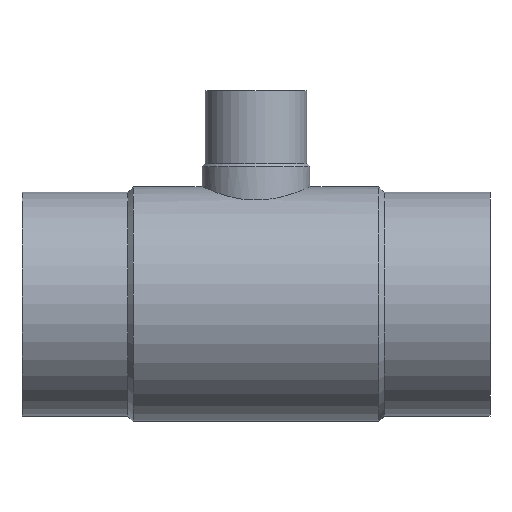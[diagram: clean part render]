
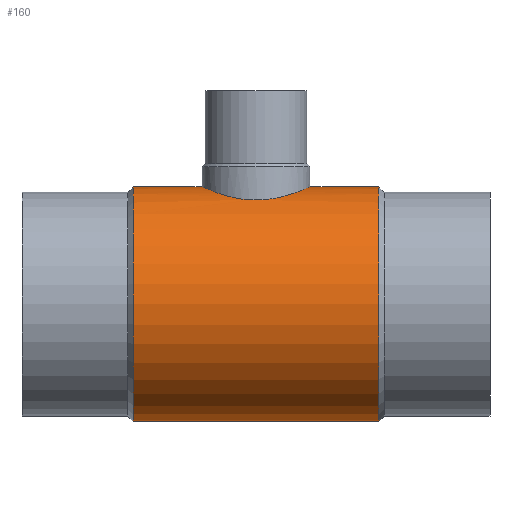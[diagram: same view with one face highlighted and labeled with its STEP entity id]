
A CAD part, front view. The second image highlights one B-rep face of the part: STEP entity #160.
In plain terms, the highlighted cylindrical face has radius 57.65 mm (diameter 115.3 mm), a full revolution.
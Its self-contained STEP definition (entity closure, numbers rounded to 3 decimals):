
#27=B_SPLINE_CURVE_WITH_KNOTS('',3,(#319,#320,#321,#322,#323,#324,#325,
#326,#327,#328,#329,#330,#331,#332,#333,#334,#335,#336,#337,#338,#339,#340,
#341,#342,#343,#344,#345,#346,#347,#348,#349,#350,#351,#352,#353,#354,#355,
#356,#357,#358,#359,#360,#361,#362,#363,#364,#365),.UNSPECIFIED.,.T.,.F.,
(1,1,1,1,1,1,1,1,1,1,1,1,1,1,1,1,1,1,1,1,1,1,1,1,1,1,1,1,1,1,1,1,1,1,1,
1,1,1,1,1,1,1,1,1,1,1,1,1,1,1,1),(-0.013,-0.01,
-0.005,0.,0.005,0.01,0.016,
0.021,0.024,0.026,0.031,
0.034,0.037,0.042,0.047,
0.05,0.052,0.058,0.063,
0.068,0.071,0.073,0.076,
0.079,0.081,0.084,0.089,
0.094,0.097,0.1,0.102,
0.105,0.11,0.115,0.121,
0.123,0.126,0.129,0.131,
0.136,0.142,0.147,0.15,
0.152,0.155,0.157,0.163,
0.168,0.173,0.178,0.184),
 .UNSPECIFIED.);
#31=ORIENTED_EDGE('',*,*,#59,.F.);
#32=ORIENTED_EDGE('',*,*,#60,.F.);
#33=ORIENTED_EDGE('',*,*,#61,.T.);
#59=EDGE_CURVE('',#73,#73,#86,.T.);
#60=EDGE_CURVE('',#74,#74,#27,.T.);
#61=EDGE_CURVE('',#75,#75,#87,.T.);
#73=VERTEX_POINT('',#318);
#74=VERTEX_POINT('',#366);
#75=VERTEX_POINT('',#368);
#86=CIRCLE('',#189,57.65);
#87=CIRCLE('',#190,57.65);
#99=EDGE_LOOP('',(#31));
#100=EDGE_LOOP('',(#32));
#101=EDGE_LOOP('',(#33));
#127=FACE_BOUND('',#99,.T.);
#128=FACE_BOUND('',#100,.T.);
#129=FACE_BOUND('',#101,.T.);
#153=CYLINDRICAL_SURFACE('',#188,57.65);
#160=ADVANCED_FACE('',(#127,#128,#129),#153,.T.);
#188=AXIS2_PLACEMENT_3D('',#316,#218,#219);
#189=AXIS2_PLACEMENT_3D('',#317,#220,#221);
#190=AXIS2_PLACEMENT_3D('',#367,#222,#223);
#218=DIRECTION('',(1.,0.,0.));
#219=DIRECTION('',(0.,0.,-1.));
#220=DIRECTION('',(1.,0.,0.));
#221=DIRECTION('',(0.,0.,-1.));
#222=DIRECTION('',(1.,0.,0.));
#223=DIRECTION('',(0.,0.,-1.));
#316=CARTESIAN_POINT('',(0.,0.,0.));
#317=CARTESIAN_POINT('',(-54.65,0.,0.));
#318=CARTESIAN_POINT('',(-54.65,0.,-57.65));
#319=CARTESIAN_POINT('',(-141.136,5.336,57.481));
#320=CARTESIAN_POINT('',(-141.679,-0.019,57.733));
#321=CARTESIAN_POINT('',(-141.15,-5.259,57.488));
#322=CARTESIAN_POINT('',(-139.594,-10.321,56.79));
#323=CARTESIAN_POINT('',(-137.137,-14.87,55.758));
#324=CARTESIAN_POINT('',(-134.386,-18.208,54.725));
#325=CARTESIAN_POINT('',(-131.87,-20.491,53.895));
#326=CARTESIAN_POINT('',(-129.096,-22.556,53.073));
#327=CARTESIAN_POINT('',(-126.078,-24.18,52.342));
#328=CARTESIAN_POINT('',(-122.824,-25.364,51.773));
#329=CARTESIAN_POINT('',(-119.4,-26.235,51.337));
#330=CARTESIAN_POINT('',(-115.071,-26.675,51.106));
#331=CARTESIAN_POINT('',(-110.624,-26.239,51.335));
#332=CARTESIAN_POINT('',(-107.258,-25.389,51.761));
#333=CARTESIAN_POINT('',(-103.955,-24.199,52.334));
#334=CARTESIAN_POINT('',(-100.171,-22.164,53.25));
#335=CARTESIAN_POINT('',(-96.159,-18.869,54.519));
#336=CARTESIAN_POINT('',(-93.448,-15.588,55.538));
#337=CARTESIAN_POINT('',(-91.644,-12.61,56.27));
#338=CARTESIAN_POINT('',(-90.531,-10.281,56.743));
#339=CARTESIAN_POINT('',(-89.643,-7.847,57.132));
#340=CARTESIAN_POINT('',(-88.987,-5.287,57.427));
#341=CARTESIAN_POINT('',(-88.592,-2.672,57.608));
#342=CARTESIAN_POINT('',(-88.41,0.813,57.691));
#343=CARTESIAN_POINT('',(-88.848,5.255,57.489));
#344=CARTESIAN_POINT('',(-90.121,9.415,56.917));
#345=CARTESIAN_POINT('',(-91.626,12.577,56.278));
#346=CARTESIAN_POINT('',(-92.956,14.782,55.737));
#347=CARTESIAN_POINT('',(-94.488,16.845,55.147));
#348=CARTESIAN_POINT('',(-96.812,19.406,54.313));
#349=CARTESIAN_POINT('',(-100.089,22.109,53.272));
#350=CARTESIAN_POINT('',(-104.698,24.599,52.154));
#351=CARTESIAN_POINT('',(-108.815,25.873,51.52));
#352=CARTESIAN_POINT('',(-112.331,26.41,51.245));
#353=CARTESIAN_POINT('',(-114.958,26.543,51.176));
#354=CARTESIAN_POINT('',(-117.577,26.419,51.241));
#355=CARTESIAN_POINT('',(-121.088,25.897,51.508));
#356=CARTESIAN_POINT('',(-125.252,24.621,52.143));
#357=CARTESIAN_POINT('',(-129.856,22.147,53.257));
#358=CARTESIAN_POINT('',(-133.164,19.429,54.305));
#359=CARTESIAN_POINT('',(-135.482,16.88,55.136));
#360=CARTESIAN_POINT('',(-137.012,14.829,55.725));
#361=CARTESIAN_POINT('',(-138.347,12.627,56.267));
#362=CARTESIAN_POINT('',(-139.86,9.463,56.909));
#363=CARTESIAN_POINT('',(-141.136,5.336,57.481));
#364=CARTESIAN_POINT('',(-141.679,-0.019,57.733));
#365=CARTESIAN_POINT('',(-141.15,-5.259,57.488));
#366=CARTESIAN_POINT('',(-141.5,0.,57.65));
#367=CARTESIAN_POINT('',(-175.35,0.,0.));
#368=CARTESIAN_POINT('',(-175.35,0.,-57.65));
